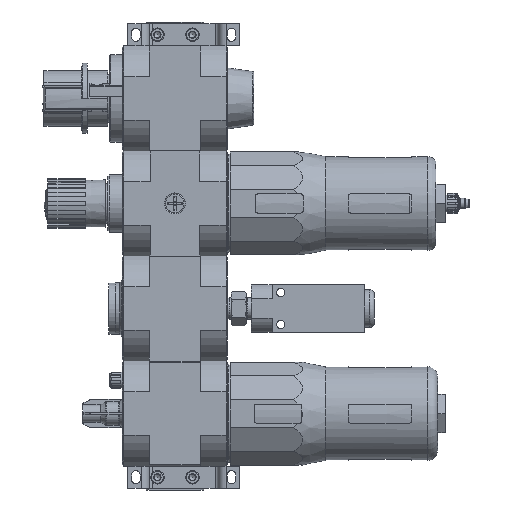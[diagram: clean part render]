
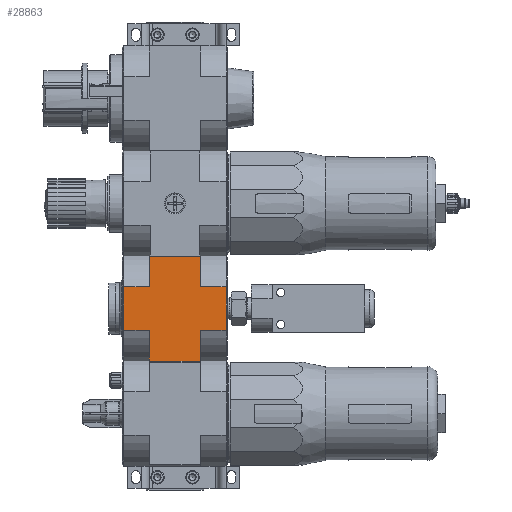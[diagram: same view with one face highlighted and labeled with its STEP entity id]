
A CAD part, left-side view. The second image highlights one B-rep face of the part: STEP entity #28863.
In plain terms, the highlighted planar face has unit normal (-1, 0, 0).
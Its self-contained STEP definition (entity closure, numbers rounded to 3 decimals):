
#7512=ORIENTED_EDGE('',*,*,#13459,.T.);
#7513=ORIENTED_EDGE('',*,*,#13460,.T.);
#7514=ORIENTED_EDGE('',*,*,#13419,.F.);
#7515=ORIENTED_EDGE('',*,*,#13461,.T.);
#7516=ORIENTED_EDGE('',*,*,#13462,.T.);
#7517=ORIENTED_EDGE('',*,*,#13463,.F.);
#7518=ORIENTED_EDGE('',*,*,#13464,.T.);
#7519=ORIENTED_EDGE('',*,*,#13465,.T.);
#7520=ORIENTED_EDGE('',*,*,#13440,.T.);
#7521=ORIENTED_EDGE('',*,*,#13466,.T.);
#7522=ORIENTED_EDGE('',*,*,#13467,.T.);
#7523=ORIENTED_EDGE('',*,*,#13468,.T.);
#13419=EDGE_CURVE('',#16819,#16820,#19190,.T.);
#13440=EDGE_CURVE('',#16837,#16836,#19198,.T.);
#13459=EDGE_CURVE('',#16851,#16852,#19205,.T.);
#13460=EDGE_CURVE('',#16852,#16820,#19206,.F.);
#13461=EDGE_CURVE('',#16819,#16853,#19207,.T.);
#13462=EDGE_CURVE('',#16853,#16854,#19208,.T.);
#13463=EDGE_CURVE('',#16855,#16854,#19209,.T.);
#13464=EDGE_CURVE('',#16855,#16856,#19210,.T.);
#13465=EDGE_CURVE('',#16856,#16837,#19211,.F.);
#13466=EDGE_CURVE('',#16836,#16857,#19212,.T.);
#13467=EDGE_CURVE('',#16857,#16858,#19213,.T.);
#13468=EDGE_CURVE('',#16858,#16851,#19214,.T.);
#16819=VERTEX_POINT('',#56689);
#16820=VERTEX_POINT('',#56691);
#16836=VERTEX_POINT('',#56756);
#16837=VERTEX_POINT('',#56758);
#16851=VERTEX_POINT('',#56817);
#16852=VERTEX_POINT('',#56818);
#16853=VERTEX_POINT('',#56821);
#16854=VERTEX_POINT('',#56823);
#16855=VERTEX_POINT('',#56825);
#16856=VERTEX_POINT('',#56827);
#16857=VERTEX_POINT('',#56830);
#16858=VERTEX_POINT('',#56832);
#19190=LINE('',#56690,#21369);
#19198=LINE('',#56757,#21377);
#19205=LINE('',#56816,#21384);
#19206=LINE('',#56819,#21385);
#19207=LINE('',#56820,#21386);
#19208=LINE('',#56822,#21387);
#19209=LINE('',#56824,#21388);
#19210=LINE('',#56826,#21389);
#19211=LINE('',#56828,#21390);
#19212=LINE('',#56829,#21391);
#19213=LINE('',#56831,#21392);
#19214=LINE('',#56833,#21393);
#21369=VECTOR('',#47201,1000.);
#21377=VECTOR('',#47229,1000.);
#21384=VECTOR('',#47256,1000.);
#21385=VECTOR('',#47257,1000.);
#21386=VECTOR('',#47258,1000.);
#21387=VECTOR('',#47259,1000.);
#21388=VECTOR('',#47260,1000.);
#21389=VECTOR('',#47261,1000.);
#21390=VECTOR('',#47262,1000.);
#21391=VECTOR('',#47263,1000.);
#21392=VECTOR('',#47264,1000.);
#21393=VECTOR('',#47265,1000.);
#23662=EDGE_LOOP('',(#7512,#7513,#7514,#7515,#7516,#7517,#7518,#7519,#7520,
#7521,#7522,#7523));
#25917=FACE_BOUND('',#23662,.T.);
#27442=PLANE('',#40915);
#28863=ADVANCED_FACE('',(#25917),#27442,.F.);
#40915=AXIS2_PLACEMENT_3D('',#56815,#47254,#47255);
#47201=DIRECTION('',(0.,0.,-1.));
#47229=DIRECTION('',(0.,0.,-1.));
#47254=DIRECTION('',(1.,0.,0.));
#47255=DIRECTION('',(0.,0.,-1.));
#47256=DIRECTION('',(0.,0.,1.));
#47257=DIRECTION('',(0.,1.,0.));
#47258=DIRECTION('',(0.,1.,0.));
#47259=DIRECTION('',(0.,0.,1.));
#47260=DIRECTION('',(0.,-1.,0.));
#47261=DIRECTION('',(0.,0.,-1.));
#47262=DIRECTION('',(0.,-1.,0.));
#47263=DIRECTION('',(0.,-1.,0.));
#47264=DIRECTION('',(0.,0.,-1.));
#47265=DIRECTION('',(0.,-1.,0.));
#56689=CARTESIAN_POINT('',(-33.,-32.2,13.619));
#56690=CARTESIAN_POINT('',(-33.,-32.2,33.));
#56691=CARTESIAN_POINT('',(-33.,-32.2,-13.619));
#56756=CARTESIAN_POINT('',(-33.,32.2,-13.619));
#56757=CARTESIAN_POINT('',(-33.,32.2,33.));
#56758=CARTESIAN_POINT('',(-33.,32.2,13.619));
#56815=CARTESIAN_POINT('',(-33.,32.2,33.));
#56816=CARTESIAN_POINT('',(-33.,-16.,33.));
#56817=CARTESIAN_POINT('',(-33.,-16.,-33.));
#56818=CARTESIAN_POINT('',(-33.,-16.,-13.619));
#56819=CARTESIAN_POINT('',(-33.,-16.,-13.619));
#56820=CARTESIAN_POINT('',(-33.,-16.,13.619));
#56821=CARTESIAN_POINT('',(-33.,-16.,13.619));
#56822=CARTESIAN_POINT('',(-33.,-16.,33.));
#56823=CARTESIAN_POINT('',(-33.,-16.,33.));
#56824=CARTESIAN_POINT('',(-33.,32.2,33.));
#56825=CARTESIAN_POINT('',(-33.,16.,33.));
#56826=CARTESIAN_POINT('',(-33.,16.,33.));
#56827=CARTESIAN_POINT('',(-33.,16.,13.619));
#56828=CARTESIAN_POINT('',(-33.,16.,13.619));
#56829=CARTESIAN_POINT('',(-33.,16.,-13.619));
#56830=CARTESIAN_POINT('',(-33.,16.,-13.619));
#56831=CARTESIAN_POINT('',(-33.,16.,33.));
#56832=CARTESIAN_POINT('',(-33.,16.,-33.));
#56833=CARTESIAN_POINT('',(-33.,32.2,-33.));
